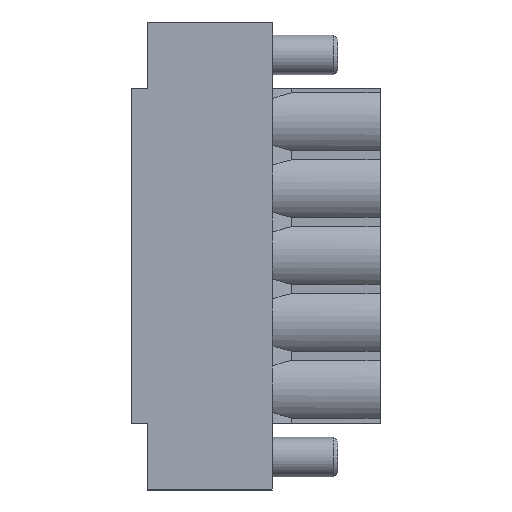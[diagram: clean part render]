
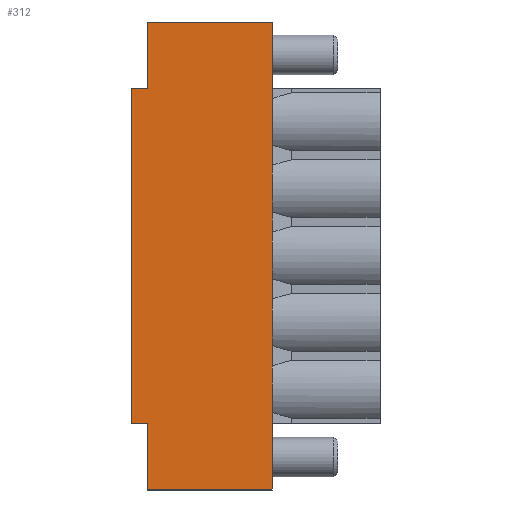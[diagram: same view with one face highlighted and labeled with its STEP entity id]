
A CAD part, front view. The second image highlights one B-rep face of the part: STEP entity #312.
In plain terms, the highlighted planar face has unit normal (0, -1, 0).
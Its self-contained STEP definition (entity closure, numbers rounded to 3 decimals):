
#312 = ADVANCED_FACE( '', ( #841 ), #842, .F. );
#841 = FACE_OUTER_BOUND( '', #1636, .T. );
#842 = PLANE( '', #1637 );
#1636 = EDGE_LOOP( '', ( #2551, #2552, #2553, #2554, #2555, #2556, #2557, #2558 ) );
#1637 = AXIS2_PLACEMENT_3D( '', #2559, #2560, #2561 );
#2551 = ORIENTED_EDGE( '', *, *, #4349, .T. );
#2552 = ORIENTED_EDGE( '', *, *, #4425, .T. );
#2553 = ORIENTED_EDGE( '', *, *, #4426, .T. );
#2554 = ORIENTED_EDGE( '', *, *, #4427, .T. );
#2555 = ORIENTED_EDGE( '', *, *, #4428, .F. );
#2556 = ORIENTED_EDGE( '', *, *, #4429, .F. );
#2557 = ORIENTED_EDGE( '', *, *, #4430, .F. );
#2558 = ORIENTED_EDGE( '', *, *, #4431, .F. );
#2559 = CARTESIAN_POINT( '', ( 475.392, 196.042, 100.12 ) );
#2560 = DIRECTION( '', ( 0., 1., 0. ) );
#2561 = DIRECTION( '', ( 1., 0., 0. ) );
#4349 = EDGE_CURVE( '', #5137, #5135, #5138, .T. );
#4425 = EDGE_CURVE( '', #5135, #5270, #5271, .T. );
#4426 = EDGE_CURVE( '', #5270, #5272, #5273, .T. );
#4427 = EDGE_CURVE( '', #5272, #5274, #5275, .T. );
#4428 = EDGE_CURVE( '', #5276, #5274, #5277, .T. );
#4429 = EDGE_CURVE( '', #5278, #5276, #5279, .T. );
#4430 = EDGE_CURVE( '', #5280, #5278, #5281, .T. );
#4431 = EDGE_CURVE( '', #5137, #5280, #5282, .T. );
#5135 = VERTEX_POINT( '', #6266 );
#5137 = VERTEX_POINT( '', #6269 );
#5138 = LINE( '', #6270, #6271 );
#5270 = VERTEX_POINT( '', #6447 );
#5271 = LINE( '', #6448, #6449 );
#5272 = VERTEX_POINT( '', #6450 );
#5273 = LINE( '', #6451, #6452 );
#5274 = VERTEX_POINT( '', #6453 );
#5275 = LINE( '', #6454, #6455 );
#5276 = VERTEX_POINT( '', #6456 );
#5277 = LINE( '', #6457, #6458 );
#5278 = VERTEX_POINT( '', #6459 );
#5279 = LINE( '', #6460, #6461 );
#5280 = VERTEX_POINT( '', #6462 );
#5281 = LINE( '', #6463, #6464 );
#5282 = LINE( '', #6465, #6466 );
#6266 = CARTESIAN_POINT( '', ( 464.742, 196.042, 130.48 ) );
#6269 = CARTESIAN_POINT( '', ( 464.742, 196.042, 155.88 ) );
#6270 = CARTESIAN_POINT( '', ( 464.742, 196.042, 100.12 ) );
#6271 = VECTOR( '', #7663, 1000. );
#6447 = CARTESIAN_POINT( '', ( 465.892, 196.042, 130.48 ) );
#6448 = CARTESIAN_POINT( '', ( 475.392, 196.042, 130.48 ) );
#6449 = VECTOR( '', #7759, 1000. );
#6450 = CARTESIAN_POINT( '', ( 465.892, 196.042, 125.4 ) );
#6451 = CARTESIAN_POINT( '', ( 465.892, 196.042, 130.48 ) );
#6452 = VECTOR( '', #7760, 1000. );
#6453 = CARTESIAN_POINT( '', ( 475.392, 196.042, 125.4 ) );
#6454 = CARTESIAN_POINT( '', ( 475.392, 196.042, 125.4 ) );
#6455 = VECTOR( '', #7761, 1000. );
#6456 = CARTESIAN_POINT( '', ( 475.392, 196.042, 160.96 ) );
#6457 = CARTESIAN_POINT( '', ( 475.392, 196.042, 100.12 ) );
#6458 = VECTOR( '', #7762, 1000. );
#6459 = CARTESIAN_POINT( '', ( 465.892, 196.042, 160.96 ) );
#6460 = CARTESIAN_POINT( '', ( 475.392, 196.042, 160.96 ) );
#6461 = VECTOR( '', #7763, 1000. );
#6462 = CARTESIAN_POINT( '', ( 465.892, 196.042, 155.88 ) );
#6463 = CARTESIAN_POINT( '', ( 465.892, 196.042, 155.88 ) );
#6464 = VECTOR( '', #7764, 1000. );
#6465 = CARTESIAN_POINT( '', ( 475.392, 196.042, 155.88 ) );
#6466 = VECTOR( '', #7765, 1000. );
#7663 = DIRECTION( '', ( 0., 0., -1. ) );
#7759 = DIRECTION( '', ( 1., 0., 0. ) );
#7760 = DIRECTION( '', ( 0., 0., -1. ) );
#7761 = DIRECTION( '', ( 1., 0., 0. ) );
#7762 = DIRECTION( '', ( 0., 0., -1. ) );
#7763 = DIRECTION( '', ( 1., 0., 0. ) );
#7764 = DIRECTION( '', ( 0., 0., 1. ) );
#7765 = DIRECTION( '', ( 1., 0., 0. ) );
